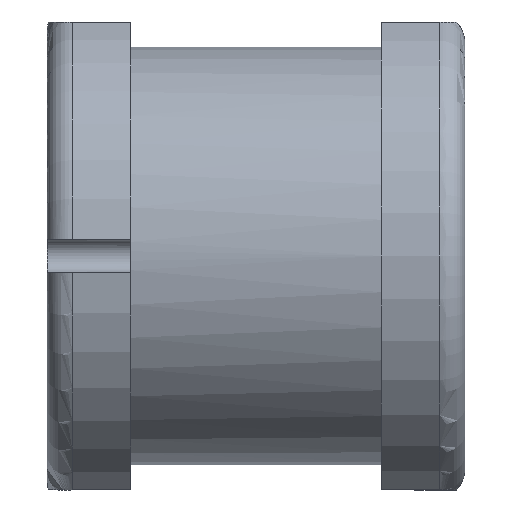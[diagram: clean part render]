
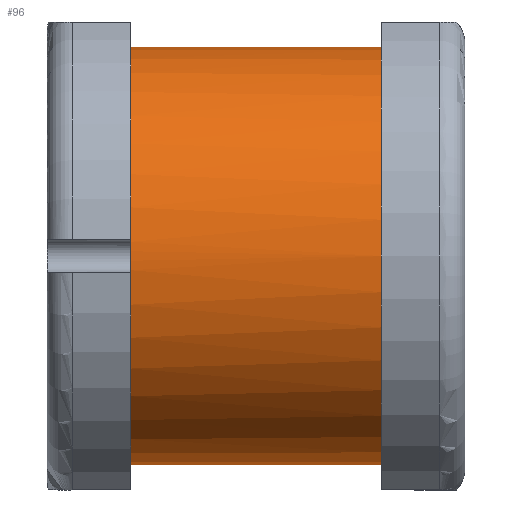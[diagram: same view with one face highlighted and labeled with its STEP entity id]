
A CAD part, left-side view. The second image highlights one B-rep face of the part: STEP entity #96.
In plain terms, the highlighted cylindrical face has radius 1.25 mm (diameter 2.5 mm), a partial arc.
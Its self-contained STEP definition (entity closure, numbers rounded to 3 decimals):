
#25 = CARTESIAN_POINT ( 'NONE',  ( 0., 2., 0. ) ) ;
#26 = DIRECTION ( 'NONE',  ( 0., 1., 0. ) ) ;
#27 = DIRECTION ( 'NONE',  ( 0., 0., 1. ) ) ;
#79 = CARTESIAN_POINT ( 'NONE',  ( -1.247, 2., 0.085 ) ) ;
#84 = EDGE_CURVE ( 'NONE', #1238, #1239, #854, .T. ) ;
#88 = VERTEX_POINT ( 'NONE', #713 ) ;
#96 = ADVANCED_FACE ( 'NONE', ( #185 ), #179, .T. ) ;
#176 = EDGE_CURVE ( 'NONE', #800, #88, #263, .T. ) ;
#177 = EDGE_CURVE ( 'NONE', #816, #799, #264, .T. ) ;
#179 = CYLINDRICAL_SURFACE ( 'NONE', #687, 1.25 ) ;
#185 = FACE_OUTER_BOUND ( 'NONE', #1220, .T. ) ;
#263 = CIRCLE ( 'NONE', #410, 1.25 ) ;
#264 = CIRCLE ( 'NONE', #406, 1.25 ) ;
#287 = CIRCLE ( 'NONE', #423, 1.25 ) ;
#331 = LINE ( 'NONE', #560, #332 ) ;
#332 = VECTOR ( 'NONE', #561, 1000. ) ;
#340 = LINE ( 'NONE', #592, #341 ) ;
#341 = VECTOR ( 'NONE', #593, 1000. ) ;
#406 = AXIS2_PLACEMENT_3D ( 'NONE', #1175, #1184, #1185 ) ;
#410 = AXIS2_PLACEMENT_3D ( 'NONE', #1172, #1181, #1182 ) ;
#423 = AXIS2_PLACEMENT_3D ( 'NONE', #25, #26, #27 ) ;
#534 = CARTESIAN_POINT ( 'NONE',  ( -1.247, 2., -0.085 ) ) ;
#560 = CARTESIAN_POINT ( 'NONE',  ( 0., 2., 1.25 ) ) ;
#561 = DIRECTION ( 'NONE',  ( 0., -1., 0. ) ) ;
#563 = CARTESIAN_POINT ( 'NONE',  ( 0., 2., -1.25 ) ) ;
#592 = CARTESIAN_POINT ( 'NONE',  ( 0., 2., -1.25 ) ) ;
#593 = DIRECTION ( 'NONE',  ( 0., -1., 0. ) ) ;
#611 = CARTESIAN_POINT ( 'NONE',  ( 0., 0.5, -1.25 ) ) ;
#612 = CARTESIAN_POINT ( 'NONE',  ( 0., 0.5, 1.25 ) ) ;
#647 = EDGE_CURVE ( 'NONE', #799, #800, #287, .T. ) ;
#687 = AXIS2_PLACEMENT_3D ( 'NONE', #749, #734, #738 ) ;
#699 = CARTESIAN_POINT ( 'NONE',  ( 0., 0.5, 0. ) ) ;
#700 = DIRECTION ( 'NONE',  ( 0., 1., 0. ) ) ;
#701 = DIRECTION ( 'NONE',  ( 0., 0., 1. ) ) ;
#713 = CARTESIAN_POINT ( 'NONE',  ( 0., 2., 1.25 ) ) ;
#734 = DIRECTION ( 'NONE',  ( 0., -1., 0. ) ) ;
#738 = DIRECTION ( 'NONE',  ( 0., 0., -1. ) ) ;
#749 = CARTESIAN_POINT ( 'NONE',  ( 0., 2., 0. ) ) ;
#788 = AXIS2_PLACEMENT_3D ( 'NONE', #699, #700, #701 ) ;
#799 = VERTEX_POINT ( 'NONE', #534 ) ;
#800 = VERTEX_POINT ( 'NONE', #79 ) ;
#812 = EDGE_CURVE ( 'NONE', #88, #1239, #331, .T. ) ;
#816 = VERTEX_POINT ( 'NONE', #563 ) ;
#838 = ORIENTED_EDGE ( 'NONE', *, *, #1037, .T. ) ;
#854 = CIRCLE ( 'NONE', #788, 1.25 ) ;
#892 = ORIENTED_EDGE ( 'NONE', *, *, #177, .F. ) ;
#911 = ORIENTED_EDGE ( 'NONE', *, *, #647, .F. ) ;
#939 = ORIENTED_EDGE ( 'NONE', *, *, #176, .F. ) ;
#1008 = ORIENTED_EDGE ( 'NONE', *, *, #812, .F. ) ;
#1022 = ORIENTED_EDGE ( 'NONE', *, *, #84, .T. ) ;
#1037 = EDGE_CURVE ( 'NONE', #816, #1238, #340, .T. ) ;
#1172 = CARTESIAN_POINT ( 'NONE',  ( 0., 2., 0. ) ) ;
#1175 = CARTESIAN_POINT ( 'NONE',  ( 0., 2., 0. ) ) ;
#1181 = DIRECTION ( 'NONE',  ( 0., 1., 0. ) ) ;
#1182 = DIRECTION ( 'NONE',  ( 0., 0., 1. ) ) ;
#1184 = DIRECTION ( 'NONE',  ( 0., 1., 0. ) ) ;
#1185 = DIRECTION ( 'NONE',  ( 0., 0., 1. ) ) ;
#1220 = EDGE_LOOP ( 'NONE', ( #1008, #939, #911, #892, #838, #1022 ) ) ;
#1238 = VERTEX_POINT ( 'NONE', #611 ) ;
#1239 = VERTEX_POINT ( 'NONE', #612 ) ;
